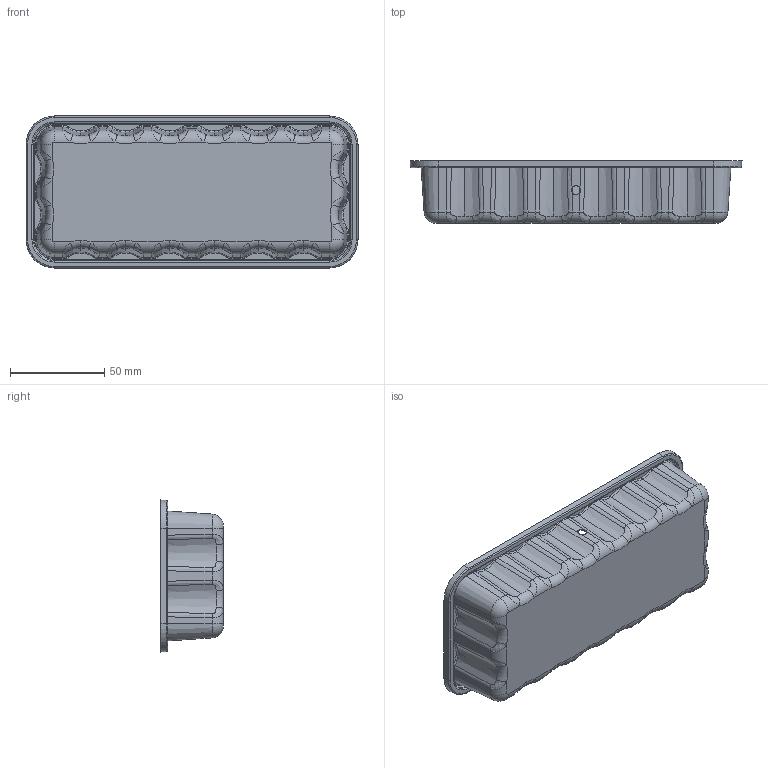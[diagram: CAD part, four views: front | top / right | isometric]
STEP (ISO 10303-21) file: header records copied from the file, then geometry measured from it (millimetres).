
FILE_DESCRIPTION (( 'STEP AP203' ), '1' );
FILE_NAME ('1030_OEM_BTM.STEP', '2008-10-27T23:57:02', ( ' ' ), ( ' ' ), 'SwSTEP 2.0', 'SolidWorks 2007', '' );
FILE_SCHEMA (( 'CONFIG_CONTROL_DESIGN' ));
Length unit declared in the file: inch
Products named in the file (1): 1030_OEM_BTM
Bounding box: 175.72 x 33.1 x 80.47 mm (x, y, z)
Volume: 43958.3 mm3; surface area: 55655.4 mm2
Topology: 1 solids, 1 shells, 534 faces, 1253 edges, 722 vertices
Faces by surface type: bspline 197, torus 116, cylinder 98, cone 68, plane 55
Entity records: 23110 total; most frequent: CARTESIAN_POINT 12047, ORIENTED_EDGE 2506, DIRECTION 2124, EDGE_CURVE 1253, AXIS2_PLACEMENT_3D 939, VERTEX_POINT 722, CIRCLE 601, EDGE_LOOP 537
